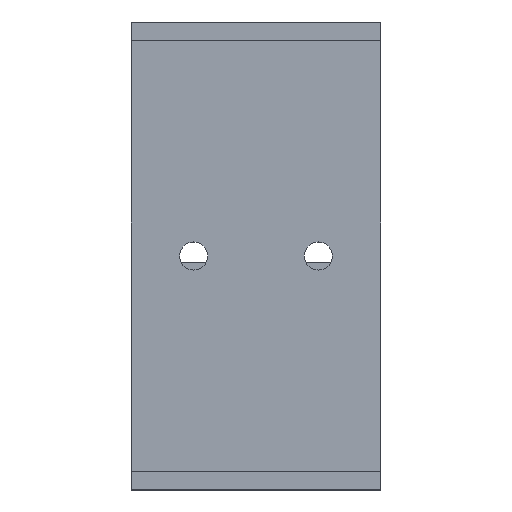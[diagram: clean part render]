
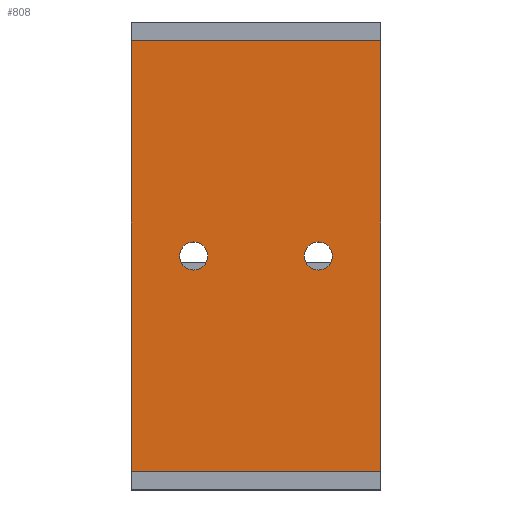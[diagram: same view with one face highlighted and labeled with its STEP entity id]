
A CAD part, top view. The second image highlights one B-rep face of the part: STEP entity #808.
In plain terms, the highlighted planar face has unit normal (0, 0, 1).
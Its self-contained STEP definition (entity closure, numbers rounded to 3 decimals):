
#19=FACE_BOUND('',#118,.T.);
#20=FACE_BOUND('',#119,.T.);
#30=PLANE('',#878);
#73=FACE_OUTER_BOUND('',#117,.T.);
#117=EDGE_LOOP('',(#604,#605,#606,#607));
#118=EDGE_LOOP('',(#608));
#119=EDGE_LOOP('',(#609));
#172=LINE('',#1313,#256);
#173=LINE('',#1316,#257);
#174=LINE('',#1318,#258);
#175=LINE('',#1319,#259);
#256=VECTOR('',#995,10.);
#257=VECTOR('',#998,10.);
#258=VECTOR('',#999,10.);
#259=VECTOR('',#1000,10.);
#320=CIRCLE('',#850,2.25);
#322=CIRCLE('',#853,2.25);
#346=VERTEX_POINT('',#1135);
#348=VERTEX_POINT('',#1141);
#378=VERTEX_POINT('',#1309);
#379=VERTEX_POINT('',#1311);
#380=VERTEX_POINT('',#1315);
#381=VERTEX_POINT('',#1317);
#426=EDGE_CURVE('',#346,#346,#320,.T.);
#429=EDGE_CURVE('',#348,#348,#322,.T.);
#470=EDGE_CURVE('',#378,#379,#172,.T.);
#471=EDGE_CURVE('',#380,#378,#173,.T.);
#472=EDGE_CURVE('',#381,#379,#174,.T.);
#473=EDGE_CURVE('',#380,#381,#175,.T.);
#604=ORIENTED_EDGE('',*,*,#471,.T.);
#605=ORIENTED_EDGE('',*,*,#470,.T.);
#606=ORIENTED_EDGE('',*,*,#472,.F.);
#607=ORIENTED_EDGE('',*,*,#473,.F.);
#608=ORIENTED_EDGE('',*,*,#426,.T.);
#609=ORIENTED_EDGE('',*,*,#429,.T.);
#808=ADVANCED_FACE('',(#73,#19,#20),#30,.T.);
#850=AXIS2_PLACEMENT_3D('',#1136,#919,#920);
#853=AXIS2_PLACEMENT_3D('',#1142,#926,#927);
#878=AXIS2_PLACEMENT_3D('',#1314,#996,#997);
#919=DIRECTION('center_axis',(0.,0.,-1.));
#920=DIRECTION('ref_axis',(-1.,0.,0.));
#926=DIRECTION('center_axis',(0.,0.,-1.));
#927=DIRECTION('ref_axis',(-1.,0.,0.));
#995=DIRECTION('',(1.,0.,0.));
#996=DIRECTION('center_axis',(0.,0.,1.));
#997=DIRECTION('ref_axis',(0.,-1.,0.));
#998=DIRECTION('',(0.,-1.,0.));
#999=DIRECTION('',(0.,-1.,0.));
#1000=DIRECTION('',(1.,0.,0.));
#1135=CARTESIAN_POINT('',(12.25,123.086,85.813));
#1136=CARTESIAN_POINT('Origin',(10.,123.086,85.813));
#1141=CARTESIAN_POINT('',(32.25,123.086,85.813));
#1142=CARTESIAN_POINT('Origin',(30.,123.086,85.813));
#1309=CARTESIAN_POINT('',(0.,88.586,85.813));
#1311=CARTESIAN_POINT('',(40.,88.586,85.813));
#1313=CARTESIAN_POINT('',(0.,88.586,85.813));
#1314=CARTESIAN_POINT('Origin',(0.,157.586,85.813));
#1315=CARTESIAN_POINT('',(0.,157.586,85.813));
#1316=CARTESIAN_POINT('',(0.,160.586,85.813));
#1317=CARTESIAN_POINT('',(40.,157.586,85.813));
#1318=CARTESIAN_POINT('',(40.,160.586,85.813));
#1319=CARTESIAN_POINT('',(0.,157.586,85.813));
